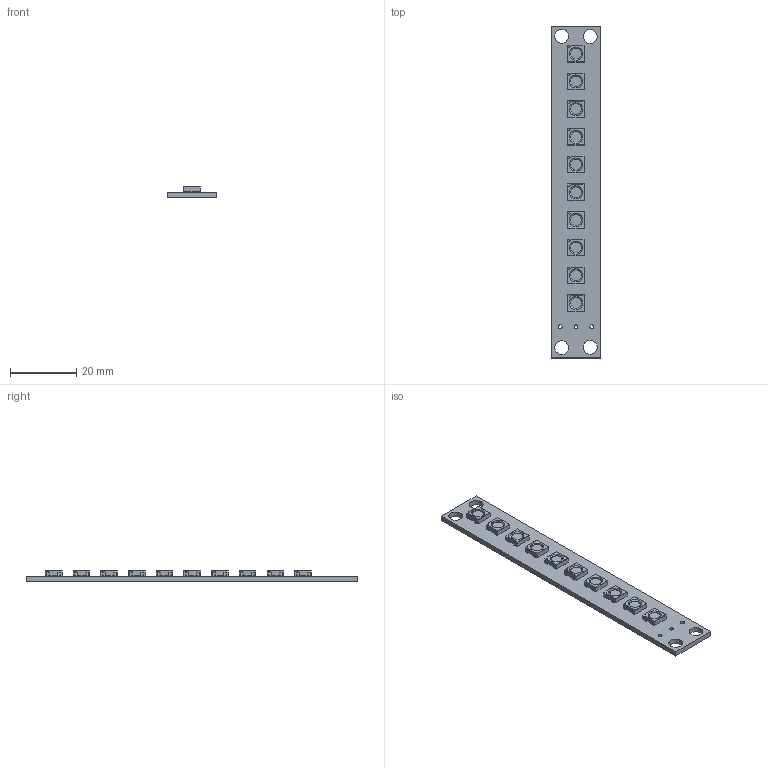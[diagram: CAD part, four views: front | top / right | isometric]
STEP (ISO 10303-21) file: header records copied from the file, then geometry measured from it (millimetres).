
FILE_DESCRIPTION(('KiCad electronic assembly'),'2;1');
FILE_NAME('PCB_LED panel.step','2025-07-02T00:13:11',('Pcbnew'),('Kicad' ),'Open CASCADE STEP processor 7.8','KiCad to STEP converter', 'Unknown');
FILE_SCHEMA(('AUTOMOTIVE_DESIGN { 1 0 10303 214 1 1 1 1 }'));
Length unit declared in the file: millimetre
Products named in the file (4): PCB_LED panel 1; LED_WS2812B_PLCC4_5.0x5.0mm_P3.2mm; LED_WS2812B_PLCC4_50x50mm_P32mm; LED panel_PCB
Assembly tree (12 placements, depth 3):
  PCB_LED panel 1
    LED_WS2812B_PLCC4_5.0x5.0mm_P3.2mm  x10
      LED_WS2812B_PLCC4_50x50mm_P32mm
    LED panel_PCB
Bounding box: 14.89 x 99.88 x 3.25 mm (x, y, z)
Volume: 2627.4 mm3; surface area: 4238.6 mm2
Topology: 11 solids, 11 shells, 693 faces, 2043 edges, 1342 vertices
Faces by surface type: plane 456, cylinder 227, cone 10
Full cylindrical faces by diameter (mm): 1.2 x3, 3.333 x10, 4.2 x4
Entity records: 3321 total; most frequent: CARTESIAN_POINT 482, DIRECTION 476, ORIENTED_EDGE 468, EDGE_CURVE 234, LINE 180, VECTOR 180, VERTEX_POINT 154, AXIS2_PLACEMENT_3D 148
